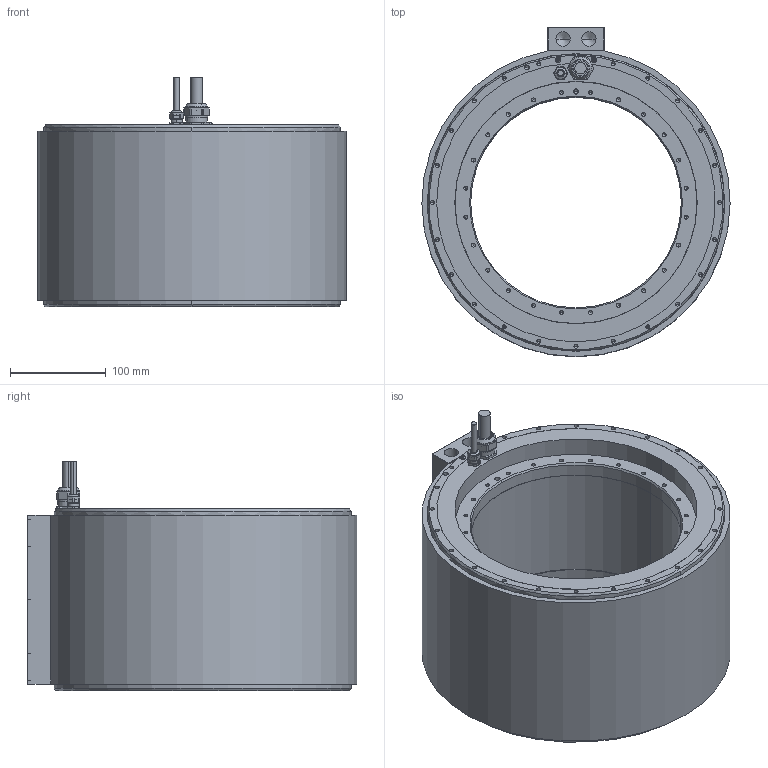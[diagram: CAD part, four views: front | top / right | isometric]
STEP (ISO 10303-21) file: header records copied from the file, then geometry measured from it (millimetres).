
FILE_DESCRIPTION((''),'2;1');
FILE_NAME('1220435-22_ASM','2018-10-18T',('CH5533'),(''),'PRO/ENGINEER BY PARAMETRIC TECHNOLOGY CORPORATION, 2014000','PRO/ENGINEER BY PARAMETRIC TECHNOLOGY CORPORATION, 2014000','');
FILE_SCHEMA(('CONFIG_CONTROL_DESIGN'));
Length unit declared in the file: millimetre
Products named in the file (3): PRT0001; PRT0002; 1220435-22_ASM
Assembly tree (2 placements, depth 2):
  1220435-22_ASM
    PRT0001
    PRT0002
Bounding box: 322 x 344.27 x 239.8 mm (x, y, z)
Volume: 7847023.9 mm3; surface area: 701772.4 mm2
Topology: 2 solids, 22 shells, 949 faces, 2273 edges, 1318 vertices
Faces by surface type: cylinder 426, cone 258, plane 215, torus 46, sphere 4
Entity records: 29913 total; most frequent: DIRECTION 5009, CARTESIAN_POINT 4507, ORIENTED_EDGE 4142, EDGE_CURVE 2071, AXIS2_PLACEMENT_3D 2016, VERTEX_POINT 1318, EDGE_LOOP 1143, CIRCLE 1062
